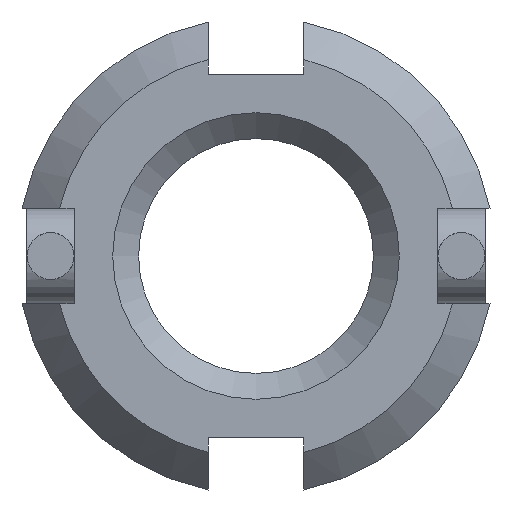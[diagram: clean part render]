
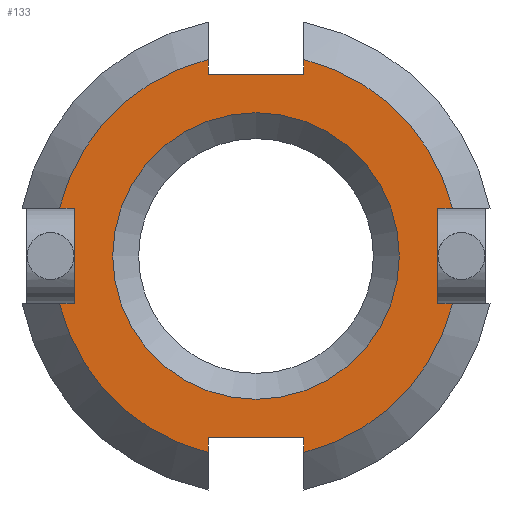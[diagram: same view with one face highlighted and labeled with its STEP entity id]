
A CAD part, front view. The second image highlights one B-rep face of the part: STEP entity #133.
In plain terms, the highlighted planar face has unit normal (0, -1, 0).
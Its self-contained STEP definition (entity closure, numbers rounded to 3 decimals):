
#133 = ADVANCED_FACE( '', ( #276, #277 ), #278, .F. );
#276 = FACE_BOUND( '', #427, .T. );
#277 = FACE_OUTER_BOUND( '', #428, .T. );
#278 = PLANE( '', #429 );
#427 = EDGE_LOOP( '', ( #773 ) );
#428 = EDGE_LOOP( '', ( #774, #775, #776, #777, #778, #779, #780, #781, #782, #783, #784, #785, #786, #787, #788, #789 ) );
#429 = AXIS2_PLACEMENT_3D( '', #790, #791, #792 );
#773 = ORIENTED_EDGE( '', *, *, #1022, .F. );
#774 = ORIENTED_EDGE( '', *, *, #917, .T. );
#775 = ORIENTED_EDGE( '', *, *, #955, .T. );
#776 = ORIENTED_EDGE( '', *, *, #1023, .T. );
#777 = ORIENTED_EDGE( '', *, *, #1024, .F. );
#778 = ORIENTED_EDGE( '', *, *, #898, .F. );
#779 = ORIENTED_EDGE( '', *, *, #998, .T. );
#780 = ORIENTED_EDGE( '', *, *, #1025, .T. );
#781 = ORIENTED_EDGE( '', *, *, #925, .F. );
#782 = ORIENTED_EDGE( '', *, *, #1026, .F. );
#783 = ORIENTED_EDGE( '', *, *, #1012, .T. );
#784 = ORIENTED_EDGE( '', *, *, #981, .T. );
#785 = ORIENTED_EDGE( '', *, *, #942, .F. );
#786 = ORIENTED_EDGE( '', *, *, #1015, .F. );
#787 = ORIENTED_EDGE( '', *, *, #989, .T. );
#788 = ORIENTED_EDGE( '', *, *, #993, .T. );
#789 = ORIENTED_EDGE( '', *, *, #970, .F. );
#790 = CARTESIAN_POINT( '', ( 4.233, 0., 0. ) );
#791 = DIRECTION( '', ( 0., 1., 0. ) );
#792 = DIRECTION( '', ( 0., 0., 1. ) );
#898 = EDGE_CURVE( '', #1070, #1072, #1073, .T. );
#917 = EDGE_CURVE( '', #1104, #1102, #1105, .T. );
#925 = EDGE_CURVE( '', #1115, #1117, #1118, .T. );
#942 = EDGE_CURVE( '', #1145, #1147, #1148, .T. );
#955 = EDGE_CURVE( '', #1102, #1165, #1167, .T. );
#970 = EDGE_CURVE( '', #1104, #1189, #1190, .T. );
#981 = EDGE_CURVE( '', #1205, #1147, #1206, .T. );
#989 = EDGE_CURVE( '', #1217, #1215, #1218, .T. );
#993 = EDGE_CURVE( '', #1215, #1189, #1223, .T. );
#998 = EDGE_CURVE( '', #1070, #1228, #1230, .T. );
#1012 = EDGE_CURVE( '', #1247, #1205, #1248, .T. );
#1015 = EDGE_CURVE( '', #1217, #1145, #1251, .T. );
#1022 = EDGE_CURVE( '', #1259, #1259, #1260, .T. );
#1023 = EDGE_CURVE( '', #1165, #1261, #1262, .T. );
#1024 = EDGE_CURVE( '', #1072, #1261, #1263, .T. );
#1025 = EDGE_CURVE( '', #1228, #1117, #1264, .T. );
#1026 = EDGE_CURVE( '', #1247, #1115, #1265, .T. );
#1070 = VERTEX_POINT( '', #1339 );
#1072 = VERTEX_POINT( '', #1342 );
#1073 = LINE( '', #1343, #1344 );
#1102 = VERTEX_POINT( '', #1388 );
#1104 = VERTEX_POINT( '', #1391 );
#1105 = LINE( '', #1392, #1393 );
#1115 = VERTEX_POINT( '', #1406 );
#1117 = VERTEX_POINT( '', #1409 );
#1118 = LINE( '', #1410, #1411 );
#1145 = VERTEX_POINT( '', #1453 );
#1147 = VERTEX_POINT( '', #1456 );
#1148 = LINE( '', #1457, #1458 );
#1165 = VERTEX_POINT( '', #1484 );
#1167 = LINE( '', #1489, #1490 );
#1189 = VERTEX_POINT( '', #1522 );
#1190 = LINE( '', #1523, #1524 );
#1205 = VERTEX_POINT( '', #1549 );
#1206 = CIRCLE( '', #1550, 4.233 );
#1215 = VERTEX_POINT( '', #1563 );
#1217 = VERTEX_POINT( '', #1568 );
#1218 = LINE( '', #1569, #1570 );
#1223 = CIRCLE( '', #1577, 4.233 );
#1228 = VERTEX_POINT( '', #1583 );
#1230 = LINE( '', #1588, #1589 );
#1247 = VERTEX_POINT( '', #1613 );
#1248 = LINE( '', #1614, #1615 );
#1251 = LINE( '', #1619, #1620 );
#1259 = VERTEX_POINT( '', #1630 );
#1260 = CIRCLE( '', #1631, 3. );
#1261 = VERTEX_POINT( '', #1632 );
#1262 = CIRCLE( '', #1633, 4.233 );
#1263 = LINE( '', #1634, #1635 );
#1264 = CIRCLE( '', #1636, 4.233 );
#1265 = LINE( '', #1637, #1638 );
#1339 = CARTESIAN_POINT( '', ( -1., 0., 3.8 ) );
#1342 = CARTESIAN_POINT( '', ( 1., 0., 3.8 ) );
#1343 = CARTESIAN_POINT( '', ( -1., 0., 3.8 ) );
#1344 = VECTOR( '', #1705, 1000. );
#1388 = CARTESIAN_POINT( '', ( 3.8, 0., 1. ) );
#1391 = CARTESIAN_POINT( '', ( 3.8, 0., -1. ) );
#1392 = CARTESIAN_POINT( '', ( 3.8, 0., 0. ) );
#1393 = VECTOR( '', #1722, 1000. );
#1406 = CARTESIAN_POINT( '', ( -3.8, 0., 1. ) );
#1409 = CARTESIAN_POINT( '', ( -4.113, 0., 1. ) );
#1410 = CARTESIAN_POINT( '', ( -3.8, 0., 1. ) );
#1411 = VECTOR( '', #1730, 1000. );
#1453 = CARTESIAN_POINT( '', ( -1., 0., -3.8 ) );
#1456 = CARTESIAN_POINT( '', ( -1., 0., -4.113 ) );
#1457 = CARTESIAN_POINT( '', ( -1., 0., -3.8 ) );
#1458 = VECTOR( '', #1747, 1000. );
#1484 = CARTESIAN_POINT( '', ( 4.113, 0., 1. ) );
#1489 = CARTESIAN_POINT( '', ( 4.233, 0., 1. ) );
#1490 = VECTOR( '', #1760, 1000. );
#1522 = CARTESIAN_POINT( '', ( 4.113, 0., -1. ) );
#1523 = CARTESIAN_POINT( '', ( 3.8, 0., -1. ) );
#1524 = VECTOR( '', #1777, 1000. );
#1549 = CARTESIAN_POINT( '', ( -4.113, 0., -1. ) );
#1550 = AXIS2_PLACEMENT_3D( '', #1788, #1789, #1790 );
#1563 = CARTESIAN_POINT( '', ( 1., 0., -4.113 ) );
#1568 = CARTESIAN_POINT( '', ( 1., 0., -3.8 ) );
#1569 = CARTESIAN_POINT( '', ( 1., 0., 0. ) );
#1570 = VECTOR( '', #1798, 1000. );
#1577 = AXIS2_PLACEMENT_3D( '', #1801, #1802, #1803 );
#1583 = CARTESIAN_POINT( '', ( -1., 0., 4.113 ) );
#1588 = CARTESIAN_POINT( '', ( -1., 0., 0. ) );
#1589 = VECTOR( '', #1808, 1000. );
#1613 = CARTESIAN_POINT( '', ( -3.8, 0., -1. ) );
#1614 = CARTESIAN_POINT( '', ( 4.233, 0., -1. ) );
#1615 = VECTOR( '', #1822, 1000. );
#1619 = CARTESIAN_POINT( '', ( 1., 0., -3.8 ) );
#1620 = VECTOR( '', #1824, 1000. );
#1630 = CARTESIAN_POINT( '', ( 0., 0., -3. ) );
#1631 = AXIS2_PLACEMENT_3D( '', #1830, #1831, #1832 );
#1632 = CARTESIAN_POINT( '', ( 1., 0., 4.113 ) );
#1633 = AXIS2_PLACEMENT_3D( '', #1833, #1834, #1835 );
#1634 = CARTESIAN_POINT( '', ( 1., 0., 3.8 ) );
#1635 = VECTOR( '', #1836, 1000. );
#1636 = AXIS2_PLACEMENT_3D( '', #1837, #1838, #1839 );
#1637 = CARTESIAN_POINT( '', ( -3.8, 0., -1. ) );
#1638 = VECTOR( '', #1840, 1000. );
#1705 = DIRECTION( '', ( 1., 0., 0. ) );
#1722 = DIRECTION( '', ( 0., 0., 1. ) );
#1730 = DIRECTION( '', ( -1., 0., 0. ) );
#1747 = DIRECTION( '', ( 0., 0., -1. ) );
#1760 = DIRECTION( '', ( 1., 0., 0. ) );
#1777 = DIRECTION( '', ( 1., 0., 0. ) );
#1788 = CARTESIAN_POINT( '', ( 0., 0., 0. ) );
#1789 = DIRECTION( '', ( 0., -1., 0. ) );
#1790 = DIRECTION( '', ( 0., 0., -1. ) );
#1798 = DIRECTION( '', ( 0., 0., -1. ) );
#1801 = CARTESIAN_POINT( '', ( 0., 0., 0. ) );
#1802 = DIRECTION( '', ( 0., -1., 0. ) );
#1803 = DIRECTION( '', ( 0., 0., -1. ) );
#1808 = DIRECTION( '', ( 0., 0., 1. ) );
#1822 = DIRECTION( '', ( -1., 0., 0. ) );
#1824 = DIRECTION( '', ( -1., 0., 0. ) );
#1830 = CARTESIAN_POINT( '', ( 0., 0., 0. ) );
#1831 = DIRECTION( '', ( 0., -1., 0. ) );
#1832 = DIRECTION( '', ( 0., 0., -1. ) );
#1833 = CARTESIAN_POINT( '', ( 0., 0., 0. ) );
#1834 = DIRECTION( '', ( 0., -1., 0. ) );
#1835 = DIRECTION( '', ( 0., 0., -1. ) );
#1836 = DIRECTION( '', ( 0., 0., 1. ) );
#1837 = CARTESIAN_POINT( '', ( 0., 0., 0. ) );
#1838 = DIRECTION( '', ( 0., -1., 0. ) );
#1839 = DIRECTION( '', ( 0., 0., -1. ) );
#1840 = DIRECTION( '', ( 0., 0., 1. ) );
